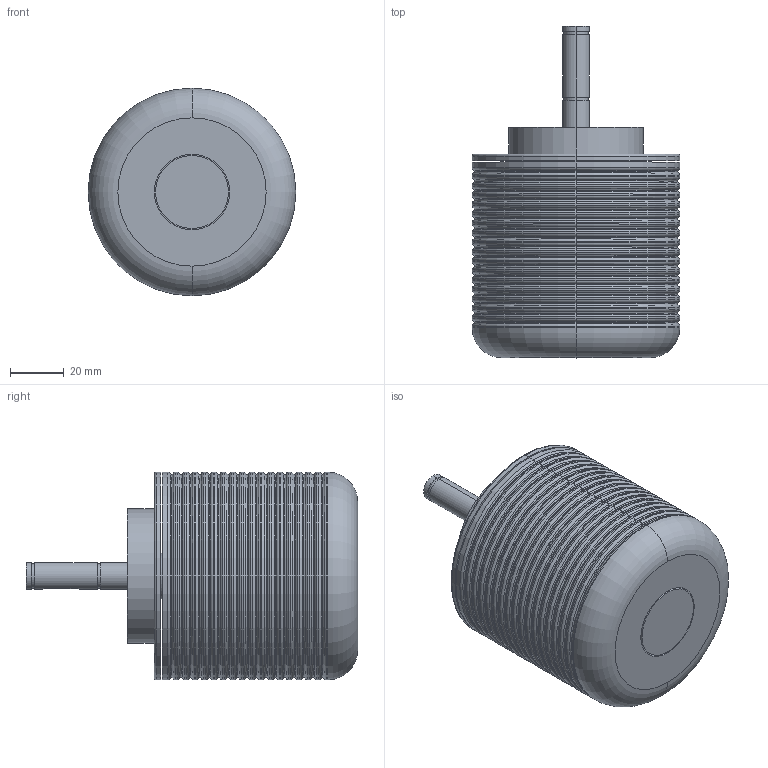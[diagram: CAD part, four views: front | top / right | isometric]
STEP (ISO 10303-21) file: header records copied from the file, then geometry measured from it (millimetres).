
FILE_DESCRIPTION (( 'STEP AP203' ), '1' );
FILE_NAME ('brrrrrrrrr (not accurate).STEP', '2021-01-05T14:04:01', ( '' ), ( '' ), 'SwSTEP 2.0', 'SolidWorks 2019', '' );
FILE_SCHEMA (( 'CONFIG_CONTROL_DESIGN' ));
Length unit declared in the file: millimetre
Products named in the file (1): brrrrrrrrr (not accurate)
Bounding box: 77 x 123.12 x 77 mm (x, y, z)
Volume: 356379.5 mm3; surface area: 43019.4 mm2
Topology: 1 solids, 2 shells, 258 faces, 517 edges, 284 vertices
Faces by surface type: torus 140, cylinder 80, plane 28, cone 10
Entity records: 6840 total; most frequent: DIRECTION 1447, CARTESIAN_POINT 1112, ORIENTED_EDGE 1034, AXIS2_PLACEMENT_3D 675, EDGE_CURVE 517, CIRCLE 416, VERTEX_POINT 284, EDGE_LOOP 279
